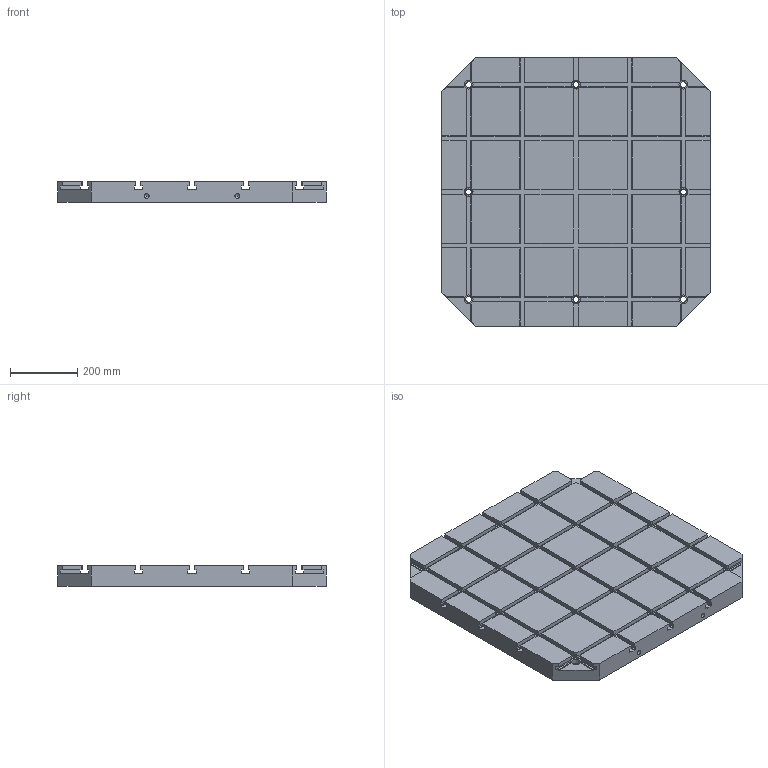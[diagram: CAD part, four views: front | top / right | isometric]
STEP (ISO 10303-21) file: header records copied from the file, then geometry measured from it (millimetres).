
FILE_DESCRIPTION( ( 'Unknown' ), '1' );
FILE_NAME( 'BP06-60800-0800-14.stp', 'Unknown', ( 'S.C.H' ), ( 'Unknown' ), 'XStep 1.0', 'Unknown', ' ' );
FILE_SCHEMA( ( 'CONFIG_CONTROL_DESIGN' ) );
Length unit declared in the file: millimetre
Products named in the file (1): 1
Bounding box: 800 x 800 x 60 mm (x, y, z)
Volume: 33651154.1 mm3; surface area: 1882136.4 mm2
Topology: 1 solids, 1 shells, 508 faces, 1418 edges, 948 vertices
Faces by surface type: plane 458, cylinder 47, cone 3
Full cylindrical faces by diameter (mm): 14 x3, 18 x8, 26 x8
Entity records: 15944 total; most frequent: CARTESIAN_POINT 2812, ORIENTED_EDGE 2748, DIRECTION 2590, EDGE_CURVE 1374, LINE 1176, VECTOR 1176, VERTEX_POINT 929, AXIS2_PLACEMENT_3D 707
